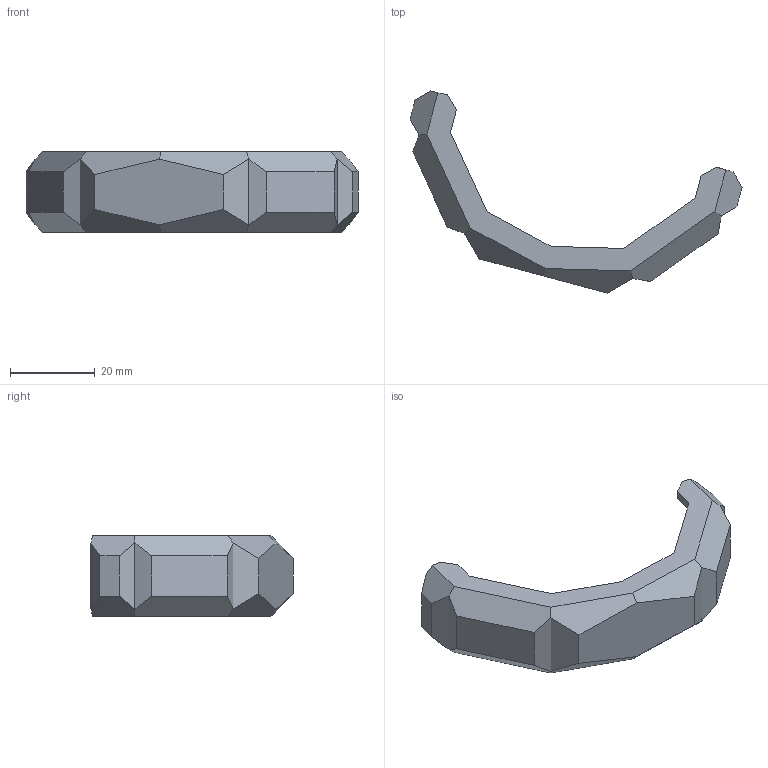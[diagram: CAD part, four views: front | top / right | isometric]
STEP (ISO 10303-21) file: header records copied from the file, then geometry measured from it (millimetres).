
FILE_DESCRIPTION(/* description */ (''),/* implementation_level */ '2;1');
FILE_NAME(/* name */ 'BumperGuard-XTRA-BEEF.stp',/* time_stamp */ '2020-07-08T11:54:08-07:00',/* author */ ('andre'),/* organization */ (''),/* preprocessor_version */ 'ST-DEVELOPER v17',/* originating_system */ 'Autodesk Inventor 2019',/* authorisation */ '');
FILE_SCHEMA (('AUTOMOTIVE_DESIGN { 1 0 10303 214 3 1 1 }'));
Length unit declared in the file: millimetre
Products named in the file (1): BumperGuard-XTRA-BEEF
Bounding box: 78.3 x 47.7 x 19 mm (x, y, z)
Volume: 8787.3 mm3; surface area: 6098 mm2
Topology: 1 solids, 1 shells, 73 faces, 191 edges, 120 vertices
Faces by surface type: plane 73
Entity records: 2215 total; most frequent: CARTESIAN_POINT 385, ORIENTED_EDGE 382, DIRECTION 339, LINE 191, VECTOR 191, EDGE_CURVE 191, VERTEX_POINT 120, AXIS2_PLACEMENT_3D 74
